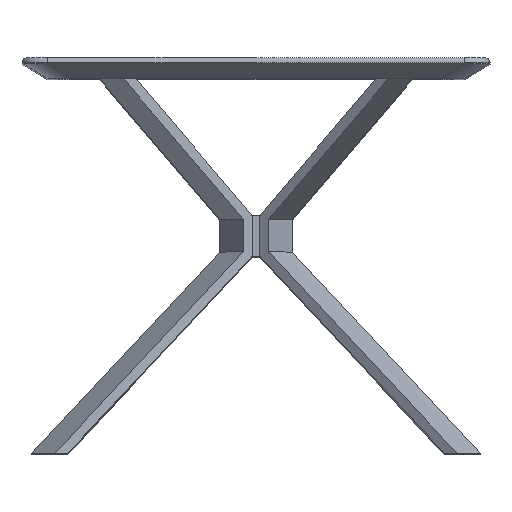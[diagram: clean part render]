
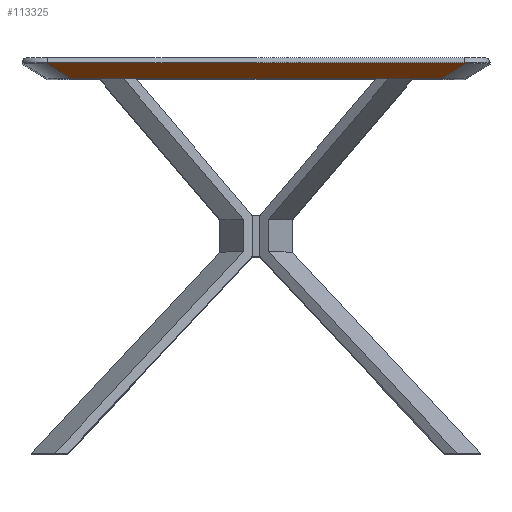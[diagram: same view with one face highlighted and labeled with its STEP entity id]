
A CAD part, top view. The second image highlights one B-rep face of the part: STEP entity #113325.
In plain terms, the highlighted planar face has unit normal (0, -0.858, 0.514).
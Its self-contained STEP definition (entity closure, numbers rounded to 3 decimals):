
#3 = ORIENTED_EDGE ( 'NONE', *, *, #122879, .T. ) ;
#7369 = CARTESIAN_POINT ( 'NONE',  ( 158.903, -261.362, 1496.131 ) ) ;
#7784 = EDGE_CURVE ( 'NONE', #79241, #74635, #28233, .T. ) ;
#20353 = CARTESIAN_POINT ( 'NONE',  ( -602.794, -231.557, 1545.807 ) ) ;
#21654 = CARTESIAN_POINT ( 'NONE',  ( -553.119, -261.362, 1496.131 ) ) ;
#21728 =( BOUNDED_CURVE ( )  B_SPLINE_CURVE ( 3, ( #27224, #59074, #38078, #47573 ),
 .UNSPECIFIED., .F., .F. ) 
 B_SPLINE_CURVE_WITH_KNOTS ( ( 4, 4 ),
 ( 3.028, 3.142 ),
 .UNSPECIFIED. ) 
 CURVE ( )  GEOMETRIC_REPRESENTATION_ITEM ( )  RATIONAL_B_SPLINE_CURVE ( ( 1., 0.999, 0.999, 1. ) ) 
 REPRESENTATION_ITEM ( '' )  );
#23015 = CARTESIAN_POINT ( 'NONE',  ( -600.906, -231.427, 1546.023 ) ) ;
#23877 = VERTEX_POINT ( 'NONE', #85069 ) ;
#24520 = DIRECTION ( 'NONE',  ( 1., 0., 0. ) ) ;
#25178 = PLANE ( 'NONE',  #116076 ) ;
#27141 = DIRECTION ( 'NONE',  ( 0.651, -0.391, -0.651 ) ) ;
#27224 = CARTESIAN_POINT ( 'NONE',  ( 208.578, -231.557, 1545.807 ) ) ;
#28233 = LINE ( 'NONE', #69579, #75654 ) ;
#29197 = ORIENTED_EDGE ( 'NONE', *, *, #106029, .T. ) ;
#30405 = VERTEX_POINT ( 'NONE', #71273 ) ;
#30452 = ORIENTED_EDGE ( 'NONE', *, *, #52198, .F. ) ;
#33185 = CARTESIAN_POINT ( 'NONE',  ( -597.108, -231.362, 1546.131 ) ) ;
#34014 = FACE_OUTER_BOUND ( 'NONE', #116217, .T. ) ;
#34968 = VECTOR ( 'NONE', #38166, 1000. ) ;
#36642 = CARTESIAN_POINT ( 'NONE',  ( -402.267, -351.873, 1345.279 ) ) ;
#38078 = CARTESIAN_POINT ( 'NONE',  ( 204.792, -231.362, 1546.131 ) ) ;
#38166 = DIRECTION ( 'NONE',  ( 0.651, 0.391, 0.651 ) ) ;
#39368 = VECTOR ( 'NONE', #27141, 1000. ) ;
#46172 = LINE ( 'NONE', #36642, #39368 ) ;
#47573 = CARTESIAN_POINT ( 'NONE',  ( 202.892, -231.362, 1546.131 ) ) ;
#52198 = EDGE_CURVE ( 'NONE', #63075, #30405, #111084, .T. ) ;
#55681 = DIRECTION ( 'NONE',  ( 0., -0.857, 0.514 ) ) ;
#57873 = ORIENTED_EDGE ( 'NONE', *, *, #88034, .T. ) ;
#58264 = CARTESIAN_POINT ( 'NONE',  ( 252.892, -231.362, 1546.131 ) ) ;
#59074 = CARTESIAN_POINT ( 'NONE',  ( 206.69, -231.427, 1546.023 ) ) ;
#62815 = CARTESIAN_POINT ( 'NONE',  ( -597.108, -231.362, 1546.131 ) ) ;
#63075 = VERTEX_POINT ( 'NONE', #62815 ) ;
#69579 = CARTESIAN_POINT ( 'NONE',  ( -647.108, -261.362, 1496.131 ) ) ;
#71273 = CARTESIAN_POINT ( 'NONE',  ( 202.892, -231.362, 1546.131 ) ) ;
#74539 = CARTESIAN_POINT ( 'NONE',  ( -599.009, -231.362, 1546.131 ) ) ;
#74635 = VERTEX_POINT ( 'NONE', #21654 ) ;
#75654 = VECTOR ( 'NONE', #120394, 1000. ) ;
#78584 =( BOUNDED_CURVE ( )  B_SPLINE_CURVE ( 3, ( #33185, #74539, #23015, #20353 ),
 .UNSPECIFIED., .F., .F. ) 
 B_SPLINE_CURVE_WITH_KNOTS ( ( 4, 4 ),
 ( 0., 0.114 ),
 .UNSPECIFIED. ) 
 CURVE ( )  GEOMETRIC_REPRESENTATION_ITEM ( )  RATIONAL_B_SPLINE_CURVE ( ( 1., 0.999, 0.999, 1. ) ) 
 REPRESENTATION_ITEM ( '' )  );
#79241 = VERTEX_POINT ( 'NONE', #7369 ) ;
#80847 = ORIENTED_EDGE ( 'NONE', *, *, #122132, .T. ) ;
#85069 = CARTESIAN_POINT ( 'NONE',  ( 208.578, -231.557, 1545.807 ) ) ;
#88034 = EDGE_CURVE ( 'NONE', #126014, #74635, #46172, .T. ) ;
#89696 = LINE ( 'NONE', #131006, #34968 ) ;
#100261 = DIRECTION ( 'NONE',  ( 1., 0., 0. ) ) ;
#103324 = CARTESIAN_POINT ( 'NONE',  ( -197.108, -261.362, 1496.131 ) ) ;
#106029 = EDGE_CURVE ( 'NONE', #23877, #30405, #21728, .T. ) ;
#109034 = ORIENTED_EDGE ( 'NONE', *, *, #7784, .F. ) ;
#111084 = LINE ( 'NONE', #58264, #132453 ) ;
#113325 = ADVANCED_FACE ( 'NONE', ( #34014 ), #25178, .T. ) ;
#116024 = CARTESIAN_POINT ( 'NONE',  ( -602.794, -231.557, 1545.807 ) ) ;
#116076 = AXIS2_PLACEMENT_3D ( 'NONE', #103324, #55681, #24520 ) ;
#116217 = EDGE_LOOP ( 'NONE', ( #3, #57873, #109034, #80847, #29197, #30452 ) ) ;
#120394 = DIRECTION ( 'NONE',  ( -1., 0., 0. ) ) ;
#122132 = EDGE_CURVE ( 'NONE', #79241, #23877, #89696, .T. ) ;
#122879 = EDGE_CURVE ( 'NONE', #63075, #126014, #78584, .T. ) ;
#126014 = VERTEX_POINT ( 'NONE', #116024 ) ;
#131006 = CARTESIAN_POINT ( 'NONE',  ( 8.051, -351.873, 1345.279 ) ) ;
#132453 = VECTOR ( 'NONE', #100261, 1000. ) ;
